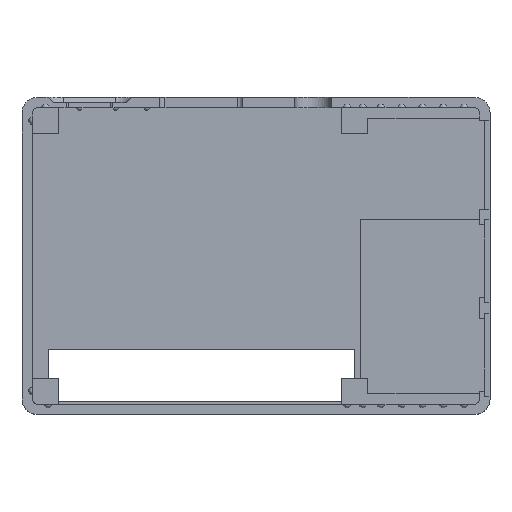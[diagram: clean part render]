
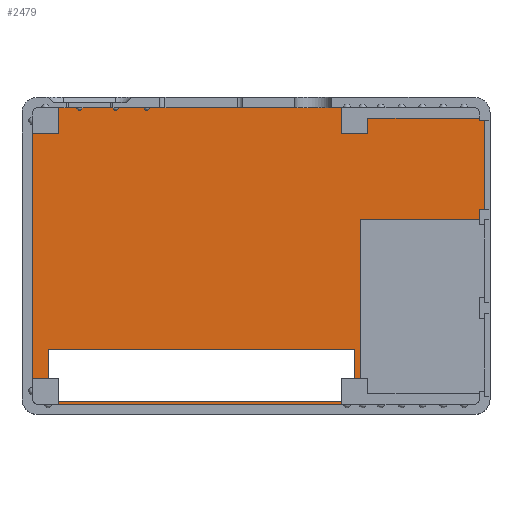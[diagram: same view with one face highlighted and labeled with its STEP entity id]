
A CAD part, top view. The second image highlights one B-rep face of the part: STEP entity #2479.
In plain terms, the highlighted planar face has unit normal (0, 0, 1).
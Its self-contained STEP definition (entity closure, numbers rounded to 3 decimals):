
#61=FACE_BOUND('',#441,.T.);
#116=CIRCLE('',#2603,1.);
#117=CIRCLE('',#2608,1.);
#118=CIRCLE('',#2612,1.);
#119=CIRCLE('',#2616,1.);
#294=FACE_OUTER_BOUND('',#440,.T.);
#440=EDGE_LOOP('',(#2119,#2120,#2121,#2122,#2123,#2124,#2125,#2126,#2127,
#2128,#2129,#2130,#2131,#2132,#2133));
#441=EDGE_LOOP('',(#2134,#2135,#2136,#2137));
#468=LINE('',#3466,#721);
#472=LINE('',#3473,#725);
#475=LINE('',#3479,#728);
#477=LINE('',#3482,#730);
#586=LINE('',#3748,#839);
#605=LINE('',#3844,#858);
#675=LINE('',#4106,#928);
#692=LINE('',#4136,#945);
#693=LINE('',#4139,#946);
#694=LINE('',#4141,#947);
#695=LINE('',#4143,#948);
#696=LINE('',#4145,#949);
#697=LINE('',#4147,#950);
#698=LINE('',#4148,#951);
#699=LINE('',#4149,#952);
#721=VECTOR('',#2749,10.);
#725=VECTOR('',#2755,10.);
#728=VECTOR('',#2760,10.);
#730=VECTOR('',#2764,10.);
#839=VECTOR('',#2975,10.);
#858=VECTOR('',#3070,10.);
#928=VECTOR('',#3358,10.);
#945=VECTOR('',#3387,10.);
#946=VECTOR('',#3390,10.);
#947=VECTOR('',#3391,10.);
#948=VECTOR('',#3392,10.);
#949=VECTOR('',#3393,10.);
#950=VECTOR('',#3394,10.);
#951=VECTOR('',#3395,10.);
#952=VECTOR('',#3396,10.);
#974=VERTEX_POINT('',#3463);
#975=VERTEX_POINT('',#3465);
#977=VERTEX_POINT('',#3471);
#979=VERTEX_POINT('',#3477);
#1083=VERTEX_POINT('',#3742);
#1085=VERTEX_POINT('',#3746);
#1120=VERTEX_POINT('',#3834);
#1121=VERTEX_POINT('',#3835);
#1124=VERTEX_POINT('',#3843);
#1128=VERTEX_POINT('',#3853);
#1129=VERTEX_POINT('',#3855);
#1130=VERTEX_POINT('',#3863);
#1133=VERTEX_POINT('',#3870);
#1135=VERTEX_POINT('',#3874);
#1215=VERTEX_POINT('',#4138);
#1216=VERTEX_POINT('',#4140);
#1217=VERTEX_POINT('',#4142);
#1218=VERTEX_POINT('',#4144);
#1219=VERTEX_POINT('',#4146);
#1225=EDGE_CURVE('',#975,#974,#468,.T.);
#1229=EDGE_CURVE('',#974,#977,#472,.T.);
#1232=EDGE_CURVE('',#977,#979,#475,.T.);
#1234=EDGE_CURVE('',#979,#975,#477,.T.);
#1365=EDGE_CURVE('',#1083,#1085,#586,.T.);
#1409=EDGE_CURVE('',#1120,#1121,#116,.T.);
#1413=EDGE_CURVE('',#1120,#1124,#605,.T.);
#1419=EDGE_CURVE('',#1129,#1128,#117,.T.);
#1424=EDGE_CURVE('',#1124,#1130,#118,.T.);
#1429=EDGE_CURVE('',#1133,#1135,#119,.T.);
#1532=EDGE_CURVE('',#1130,#1083,#675,.T.);
#1549=EDGE_CURVE('',#1121,#1135,#692,.T.);
#1550=EDGE_CURVE('',#1085,#1215,#693,.T.);
#1551=EDGE_CURVE('',#1216,#1215,#694,.T.);
#1552=EDGE_CURVE('',#1217,#1216,#695,.T.);
#1553=EDGE_CURVE('',#1218,#1217,#696,.T.);
#1554=EDGE_CURVE('',#1219,#1218,#697,.T.);
#1555=EDGE_CURVE('',#1129,#1219,#698,.T.);
#1556=EDGE_CURVE('',#1128,#1133,#699,.T.);
#2119=ORIENTED_EDGE('',*,*,#1549,.F.);
#2120=ORIENTED_EDGE('',*,*,#1409,.F.);
#2121=ORIENTED_EDGE('',*,*,#1413,.T.);
#2122=ORIENTED_EDGE('',*,*,#1424,.T.);
#2123=ORIENTED_EDGE('',*,*,#1532,.T.);
#2124=ORIENTED_EDGE('',*,*,#1365,.T.);
#2125=ORIENTED_EDGE('',*,*,#1550,.T.);
#2126=ORIENTED_EDGE('',*,*,#1551,.F.);
#2127=ORIENTED_EDGE('',*,*,#1552,.F.);
#2128=ORIENTED_EDGE('',*,*,#1553,.F.);
#2129=ORIENTED_EDGE('',*,*,#1554,.F.);
#2130=ORIENTED_EDGE('',*,*,#1555,.F.);
#2131=ORIENTED_EDGE('',*,*,#1419,.T.);
#2132=ORIENTED_EDGE('',*,*,#1556,.T.);
#2133=ORIENTED_EDGE('',*,*,#1429,.T.);
#2134=ORIENTED_EDGE('',*,*,#1225,.T.);
#2135=ORIENTED_EDGE('',*,*,#1229,.T.);
#2136=ORIENTED_EDGE('',*,*,#1232,.T.);
#2137=ORIENTED_EDGE('',*,*,#1234,.T.);
#2353=PLANE('',#2721);
#2479=ADVANCED_FACE('',(#294,#61),#2353,.T.);
#2603=AXIS2_PLACEMENT_3D('',#3836,#3062,#3063);
#2608=AXIS2_PLACEMENT_3D('',#3856,#3079,#3080);
#2612=AXIS2_PLACEMENT_3D('',#3866,#3091,#3092);
#2616=AXIS2_PLACEMENT_3D('',#3876,#3101,#3102);
#2721=AXIS2_PLACEMENT_3D('',#4137,#3388,#3389);
#2749=DIRECTION('',(0.,1.,0.));
#2755=DIRECTION('',(1.,0.,0.));
#2760=DIRECTION('',(0.,-1.,0.));
#2764=DIRECTION('',(-1.,0.,0.));
#2975=DIRECTION('',(0.,1.,0.));
#3062=DIRECTION('center_axis',(0.,0.,-1.));
#3063=DIRECTION('ref_axis',(-0.707,-0.707,0.));
#3070=DIRECTION('',(1.,0.,0.));
#3079=DIRECTION('center_axis',(0.,0.,
1.));
#3080=DIRECTION('ref_axis',(0.,1.,0.));
#3091=DIRECTION('center_axis',(0.,0.,
1.));
#3092=DIRECTION('ref_axis',(1.,0.,0.));
#3101=DIRECTION('center_axis',(0.,0.,
1.));
#3102=DIRECTION('ref_axis',(-1.,0.,0.));
#3358=DIRECTION('',(-1.,0.,0.));
#3387=DIRECTION('',(0.,1.,0.));
#3388=DIRECTION('center_axis',(0.,0.,1.));
#3389=DIRECTION('ref_axis',(-1.,0.,0.));
#3390=DIRECTION('',(1.,0.,0.));
#3391=DIRECTION('',(0.,-1.,0.));
#3392=DIRECTION('',(-1.,0.,0.));
#3393=DIRECTION('',(0.,-1.,0.));
#3394=DIRECTION('',(1.,0.,0.));
#3395=DIRECTION('',(0.,-1.,0.));
#3396=DIRECTION('',(-1.,0.,0.));
#3463=CARTESIAN_POINT('',(-40.,-18.,3.));
#3465=CARTESIAN_POINT('',(-40.,-28.,3.));
#3466=CARTESIAN_POINT('',(-40.,5.25,3.));
#3471=CARTESIAN_POINT('',(19.,-18.,3.));
#3473=CARTESIAN_POINT('',(-16.5,-18.,3.));
#3477=CARTESIAN_POINT('',(19.,-28.,3.));
#3479=CARTESIAN_POINT('',(19.,0.25,3.));
#3482=CARTESIAN_POINT('',(-46.,-28.,3.));
#3742=CARTESIAN_POINT('',(20.,-27.5,3.));
#3746=CARTESIAN_POINT('',(20.,7.,3.));
#3748=CARTESIAN_POINT('',(20.,-27.5,3.));
#3834=CARTESIAN_POINT('',(-42.,-28.5,3.));
#3835=CARTESIAN_POINT('',(-43.,-27.5,3.));
#3836=CARTESIAN_POINT('Origin',(-42.,-27.5,3.));
#3843=CARTESIAN_POINT('',(42.,-28.5,3.));
#3844=CARTESIAN_POINT('',(-42.,-28.5,3.));
#3853=CARTESIAN_POINT('',(42.,28.5,3.));
#3855=CARTESIAN_POINT('',(43.,27.5,3.));
#3856=CARTESIAN_POINT('Origin',(42.,27.5,3.));
#3863=CARTESIAN_POINT('',(43.,-27.5,3.));
#3866=CARTESIAN_POINT('Origin',(42.,-27.5,3.));
#3870=CARTESIAN_POINT('',(-42.,28.5,3.));
#3874=CARTESIAN_POINT('',(-43.,27.5,3.));
#3876=CARTESIAN_POINT('Origin',(-42.,27.5,3.));
#4106=CARTESIAN_POINT('',(43.,-27.5,3.));
#4136=CARTESIAN_POINT('',(-43.,28.5,3.));
#4137=CARTESIAN_POINT('Origin',(-52.,28.5,3.));
#4138=CARTESIAN_POINT('',(43.,7.,3.));
#4139=CARTESIAN_POINT('',(20.,7.,3.));
#4140=CARTESIAN_POINT('',(43.,9.,3.));
#4141=CARTESIAN_POINT('',(43.,0.,3.));
#4142=CARTESIAN_POINT('',(44.,9.,3.));
#4143=CARTESIAN_POINT('',(3.25,9.,3.));
#4144=CARTESIAN_POINT('',(44.,26.,3.));
#4145=CARTESIAN_POINT('',(44.,-28.,3.));
#4146=CARTESIAN_POINT('',(43.,26.,3.));
#4147=CARTESIAN_POINT('',(-1.75,26.,3.));
#4148=CARTESIAN_POINT('',(43.,0.,3.));
#4149=CARTESIAN_POINT('',(-18.5,28.5,3.));
